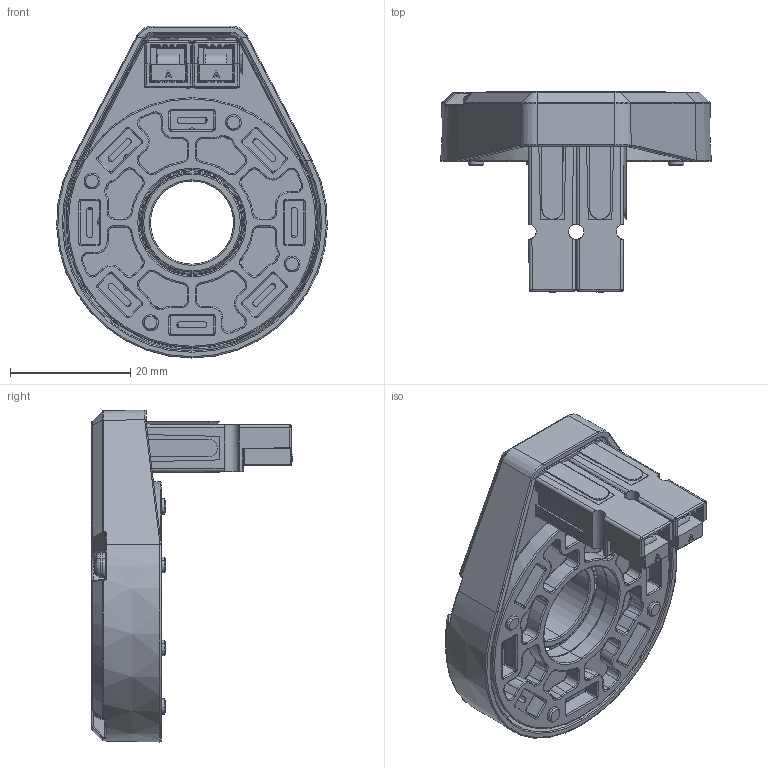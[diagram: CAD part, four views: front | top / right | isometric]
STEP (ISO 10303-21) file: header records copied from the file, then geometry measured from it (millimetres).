
FILE_DESCRIPTION (( 'STEP AP214' ), '1' );
FILE_NAME ('217-6457-000 Rev2.STEP', '2018-07-24T22:21:39', ( '' ), ( '' ), 'SwSTEP 2.0', 'SolidWorks 2017', '' );
FILE_SCHEMA (( 'AUTOMOTIVE_DESIGN' ));
Length unit declared in the file: millimetre
Products named in the file (8): 217-6457-901 Rev3_Instruction Config; 217-6457-001 Rev4; 217-6457-002 Rev6; 217-6457-900 Rev1; 217-6457-000 Rev2; 30-45BBS Rev1_SHORTENED CONTACT; 217-9191-008 Rev1; PA45XX-X Rev1
Assembly tree (12 placements, depth 3):
  217-6457-000 Rev2
    217-6457-001 Rev4
    217-6457-900 Rev1
      217-6457-901 Rev3_Instruction Config
      30-45BBS Rev1_SHORTENED CONTACT  x2
      PA45XX-X Rev1  x2
    217-6457-002 Rev6
    217-9191-008 Rev1  x4
Bounding box: 44.97 x 33.26 x 55.15 mm (x, y, z)
Volume: 11321.2 mm3; surface area: 17105.6 mm2
Topology: 11 solids, 11 shells, 2327 faces, 5605 edges, 3263 vertices
Faces by surface type: cylinder 783, bspline 663, plane 491, torus 206, cone 114, sphere 70
Entity records: 63506 total; most frequent: CARTESIAN_POINT 24188, ORIENTED_EDGE 8684, DIRECTION 7729, EDGE_CURVE 4342, AXIS2_PLACEMENT_3D 3141, VERTEX_POINT 2562, EDGE_LOOP 1924, FACE_OUTER_BOUND 1811
